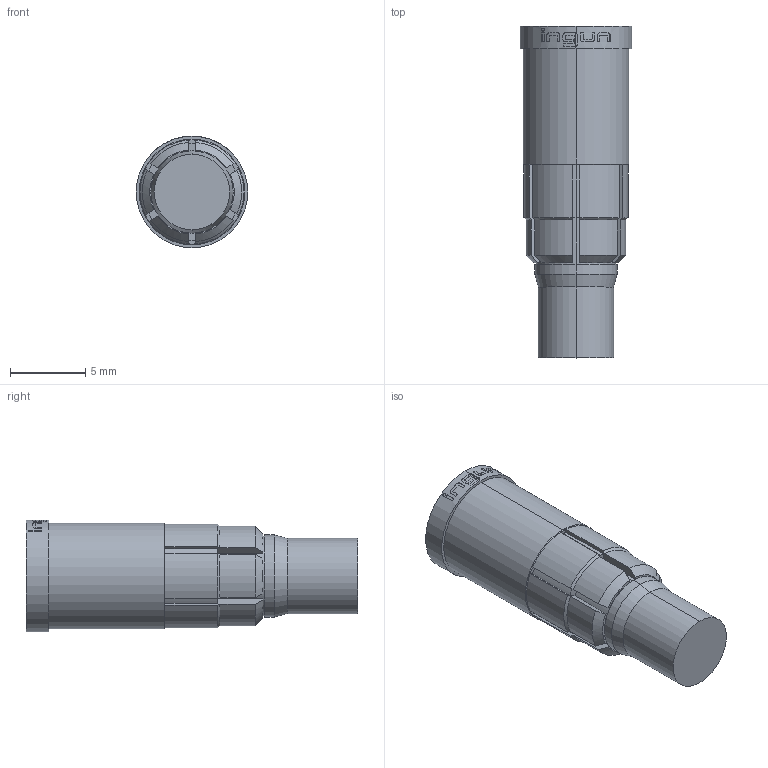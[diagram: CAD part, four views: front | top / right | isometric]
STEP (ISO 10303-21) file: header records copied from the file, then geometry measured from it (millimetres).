
FILE_DESCRIPTION (( 'STEP AP203' ), '1' );
FILE_NAME ('INGUN_HAS-810_220_740.STEP', '2022-05-09T06:05:59', ( 'ochi' ), ( '' ), 'SwSTEP 2.0', 'SolidWorks 2018', '' );
FILE_SCHEMA (( 'CONFIG_CONTROL_DESIGN' ));
Length unit declared in the file: millimetre
Products named in the file (1): INGUN_HAS-810_220_740
Bounding box: 7.4 x 22 x 7.4 mm (x, y, z)
Volume: 711.6 mm3; surface area: 555.1 mm2
Topology: 1 solids, 1 shells, 148 faces, 399 edges, 260 vertices
Faces by surface type: plane 74, cylinder 36, bspline 22, cone 16
Entity records: 5070 total; most frequent: CARTESIAN_POINT 1452, ORIENTED_EDGE 798, DIRECTION 663, EDGE_CURVE 399, VERTEX_POINT 260, AXIS2_PLACEMENT_3D 251, LINE 161, VECTOR 161
